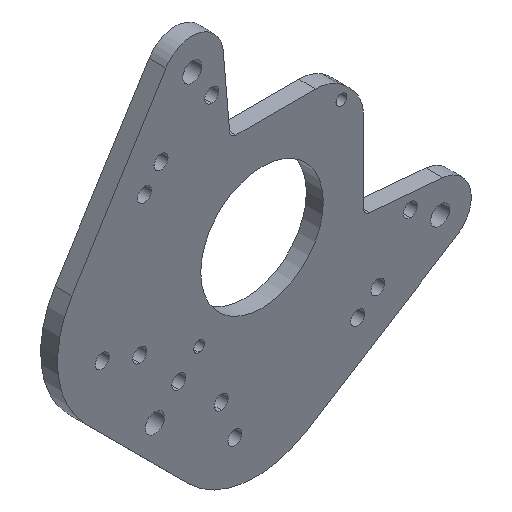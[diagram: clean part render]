
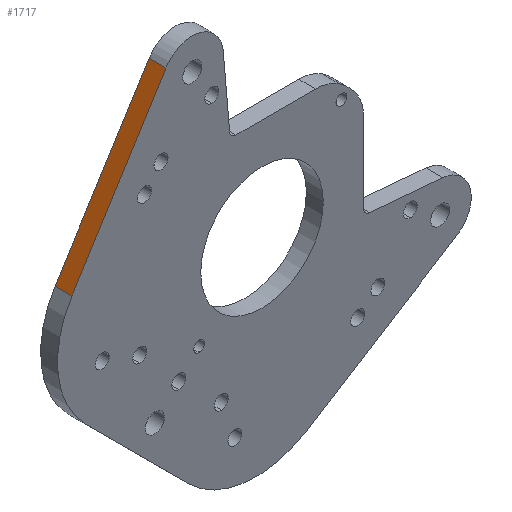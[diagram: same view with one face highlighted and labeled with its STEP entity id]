
A CAD part, isometric view. The second image highlights one B-rep face of the part: STEP entity #1717.
In plain terms, the highlighted planar face has unit normal (-0.848, 0, 0.53).
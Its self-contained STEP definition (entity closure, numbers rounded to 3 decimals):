
#155=DIRECTION('',(0.53,0.,0.848));
#156=VECTOR('',#155,83.968);
#157=CARTESIAN_POINT('',(-119.895,0.,-8.972));
#158=LINE('',#157,#156);
#432=DIRECTION('',(0.53,0.,0.848));
#433=VECTOR('',#432,83.968);
#434=CARTESIAN_POINT('',(-119.895,8.,-8.972));
#435=LINE('',#434,#433);
#647=DIRECTION('',(0.,1.,0.));
#648=VECTOR('',#647,8.);
#649=CARTESIAN_POINT('',(-75.399,0.,62.237));
#650=LINE('',#649,#648);
#651=DIRECTION('',(0.,-1.,0.));
#652=VECTOR('',#651,8.);
#653=CARTESIAN_POINT('',(-119.895,8.,-8.972));
#654=LINE('',#653,#652);
#828=CARTESIAN_POINT('',(-119.895,0.,-8.972));
#830=VERTEX_POINT('',#828);
#836=CARTESIAN_POINT('',(-119.895,8.,-8.972));
#838=VERTEX_POINT('',#836);
#839=CARTESIAN_POINT('',(-75.399,0.,62.237));
#840=VERTEX_POINT('',#839);
#841=CARTESIAN_POINT('',(-75.399,8.,62.237));
#842=VERTEX_POINT('',#841);
#1705=CARTESIAN_POINT('',(-138.863,0.,-39.328));
#1706=DIRECTION('',(0.848,0.,-0.53));
#1707=DIRECTION('',(0.53,0.,0.848));
#1708=AXIS2_PLACEMENT_3D('',#1705,#1706,#1707);
#1709=PLANE('',#1708);
#1711=ORIENTED_EDGE('',*,*,#1710,.F.);
#1712=ORIENTED_EDGE('',*,*,#1088,.T.);
#1713=ORIENTED_EDGE('',*,*,#1698,.F.);
#1714=ORIENTED_EDGE('',*,*,#898,.F.);
#1715=EDGE_LOOP('',(#1711,#1712,#1713,#1714));
#1716=FACE_OUTER_BOUND('',#1715,.F.);
#1717=ADVANCED_FACE('',(#1716),#1709,.F.);
#898=EDGE_CURVE('',#830,#840,#158,.T.);
#1088=EDGE_CURVE('',#838,#842,#435,.T.);
#1698=EDGE_CURVE('',#840,#842,#650,.T.);
#1710=EDGE_CURVE('',#838,#830,#654,.T.);
